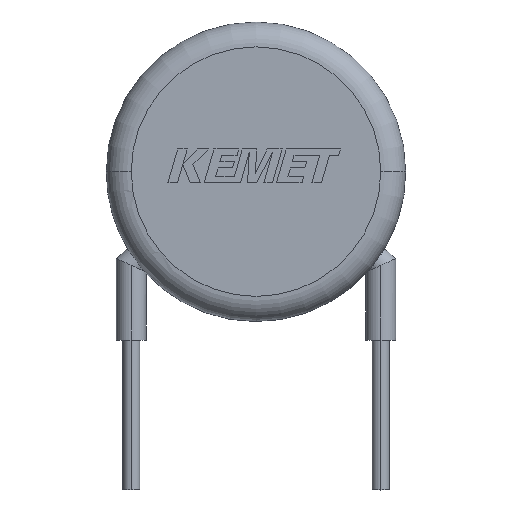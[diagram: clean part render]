
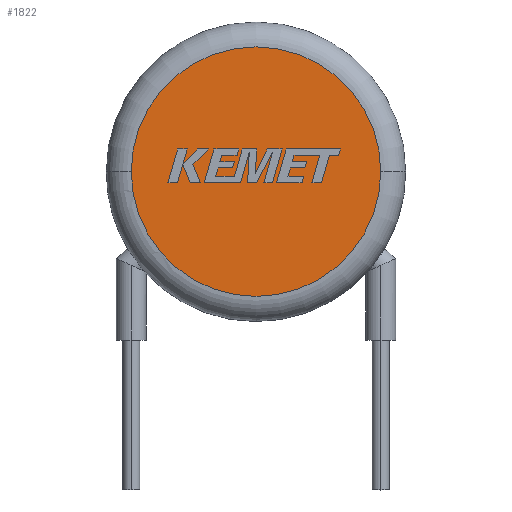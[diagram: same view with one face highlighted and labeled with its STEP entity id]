
A CAD part, top view. The second image highlights one B-rep face of the part: STEP entity #1822.
In plain terms, the highlighted planar face has unit normal (0, 0, 1).
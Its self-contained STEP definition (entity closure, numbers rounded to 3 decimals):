
#79 = PLANE ( 'NONE',  #223 ) ;
#157 = DIRECTION ( 'NONE',  ( 1., 0., 0. ) ) ;
#223 = AXIS2_PLACEMENT_3D ( 'NONE', #2821, #2598, #2316 ) ;
#329 = FACE_OUTER_BOUND ( 'NONE', #2612, .T. ) ;
#352 = AXIS2_PLACEMENT_3D ( 'NONE', #1433, #2870, #1471 ) ;
#438 = CARTESIAN_POINT ( 'NONE',  ( -5., 0., 6. ) ) ;
#818 = VERTEX_POINT ( 'NONE', #2803 ) ;
#888 = ORIENTED_EDGE ( 'NONE', *, *, #1931, .T. ) ;
#1010 = CIRCLE ( 'NONE', #352, 5. ) ;
#1433 = CARTESIAN_POINT ( 'NONE',  ( 0., 0., 6. ) ) ;
#1471 = DIRECTION ( 'NONE',  ( 1., 0., 0. ) ) ;
#1822 = ADVANCED_FACE ( 'NONE', ( #329 ), #79, .T. ) ;
#1844 = ORIENTED_EDGE ( 'NONE', *, *, #3577, .T. ) ;
#1931 = EDGE_CURVE ( 'NONE', #2196, #818, #2575, .T. ) ;
#2181 = AXIS2_PLACEMENT_3D ( 'NONE', #3460, #2947, #157 ) ;
#2196 = VERTEX_POINT ( 'NONE', #438 ) ;
#2316 = DIRECTION ( 'NONE',  ( 1., 0., 0. ) ) ;
#2575 = CIRCLE ( 'NONE', #2181, 5. ) ;
#2598 = DIRECTION ( 'NONE',  ( 0., 0., 1. ) ) ;
#2612 = EDGE_LOOP ( 'NONE', ( #1844, #888 ) ) ;
#2803 = CARTESIAN_POINT ( 'NONE',  ( 5., 0., 6. ) ) ;
#2821 = CARTESIAN_POINT ( 'NONE',  ( 0., 0., 6. ) ) ;
#2870 = DIRECTION ( 'NONE',  ( 0., 0., 1. ) ) ;
#2947 = DIRECTION ( 'NONE',  ( 0., 0., 1. ) ) ;
#3460 = CARTESIAN_POINT ( 'NONE',  ( 0., 0., 6. ) ) ;
#3577 = EDGE_CURVE ( 'NONE', #818, #2196, #1010, .T. ) ;
